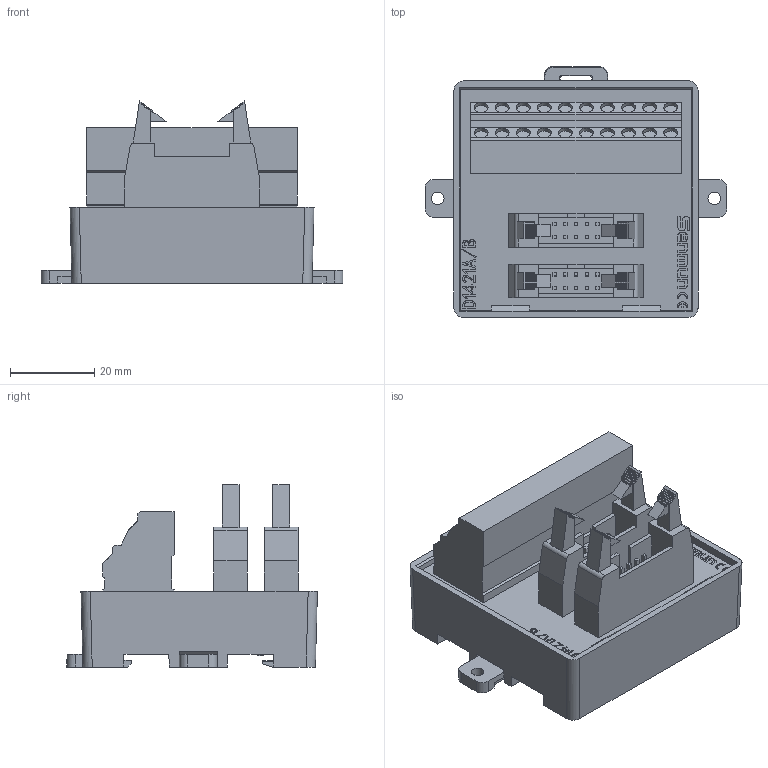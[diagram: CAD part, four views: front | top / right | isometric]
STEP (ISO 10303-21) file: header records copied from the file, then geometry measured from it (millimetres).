
FILE_DESCRIPTION(/* description */ (''),/* implementation_level */ '2;1');
FILE_NAME(/* name */ 'D1421A_B-E.stp',/* time_stamp */ '2024-08-08T11:18:52+08:00',/* author */ (''),/* organization */ (''),/* preprocessor_version */ 'ST-DEVELOPER v14',/* originating_system */ 'SIEMENS PLM Software NX 8.0',/* authorisation */ '');
FILE_SCHEMA (('AUTOMOTIVE_DESIGN { 1 0 10303 214 3 1 1 1 }'));
Length unit declared in the file: millimetre
Products named in the file (1): D1421A_B-E 3D_stp
Bounding box: 71.6 x 59.51 x 43.25 mm (x, y, z)
Volume: 68279.9 mm3; surface area: 20922.3 mm2
Topology: 3 solids, 3 shells, 781 faces, 2083 edges, 1382 vertices
Faces by surface type: plane 697, cylinder 65, extrusion 13, cone 4, bspline 2
Full cylindrical faces by diameter (mm): 3 x2, 3.3 x20
Entity records: 25478 total; most frequent: CARTESIAN_POINT 4791, ORIENTED_EDGE 4102, DIRECTION 3712, EDGE_CURVE 2051, VECTOR 1890, LINE 1877, VERTEX_POINT 1372, AXIS2_PLACEMENT_3D 911
